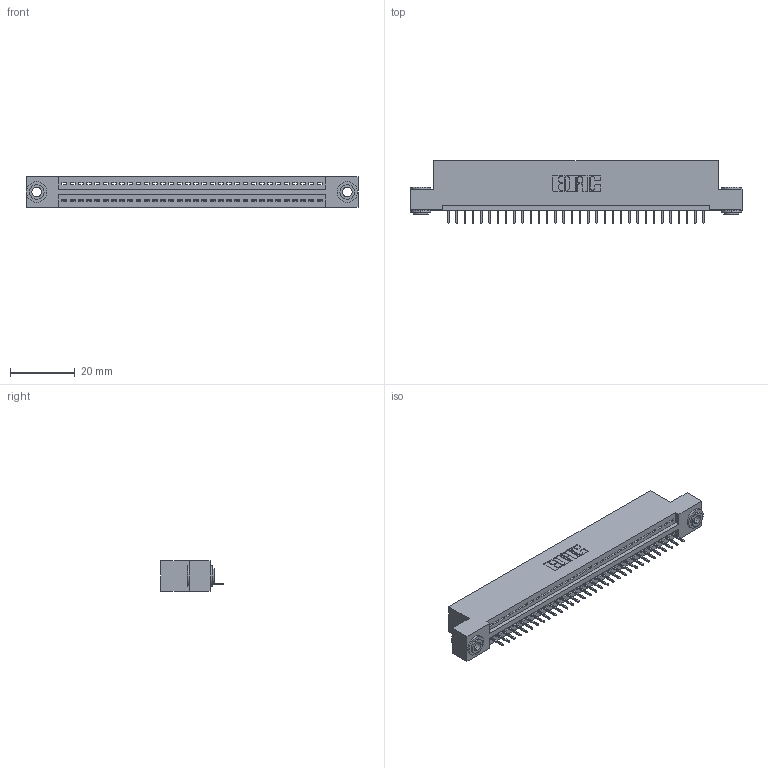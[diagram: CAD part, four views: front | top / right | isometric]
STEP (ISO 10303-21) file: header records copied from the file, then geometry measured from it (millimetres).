
FILE_DESCRIPTION (( 'STEP AP203' ), '1' );
FILE_NAME ('345-032-524-103.STEP', '2019-10-07T14:06:28', ( '' ), ( '' ), 'SwSTEP 2.0', 'SolidWorks 2016', '' );
FILE_SCHEMA (( 'CONFIG_CONTROL_DESIGN' ));
Length unit declared in the file: inch
Products named in the file (4): 345-250-002_345-250-002-102; 345-292-001_345-293-124; 345 Part_Flush Mounting Lugs - 0.156 Dia-TH; 345-032-524-103
Assembly tree (35 placements, depth 2):
  345-032-524-103
    345 Part_Flush Mounting Lugs - 0.156 Dia-TH
    345-292-001_345-293-124  x32
    345-250-002_345-250-002-102  x2
Bounding box: 102.49 x 19.35 x 9.4 mm (x, y, z)
Volume: 9545.6 mm3; surface area: 12359.6 mm2
Topology: 35 solids, 35 shells, 2148 faces, 6177 edges, 3986 vertices
Faces by surface type: plane 1562, cylinder 578, cone 8
Entity records: 26154 total; most frequent: CARTESIAN_POINT 4507, ORIENTED_EDGE 4466, DIRECTION 3983, EDGE_CURVE 2233, VECTOR 1953, LINE 1953, VERTEX_POINT 1482, AXIS2_PLACEMENT_3D 1015
